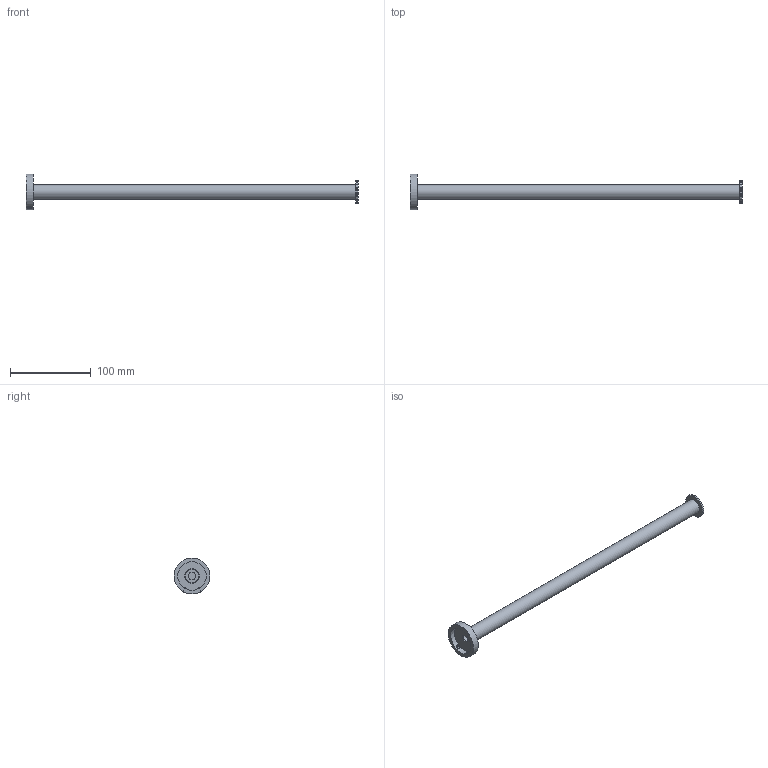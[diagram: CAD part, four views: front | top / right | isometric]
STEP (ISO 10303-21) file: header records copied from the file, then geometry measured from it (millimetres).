
FILE_DESCRIPTION(/* description */ ('Unknown'),/* implementation_level */ '2;1');
FILE_NAME(/* name */ 'ARA08-00',/* time_stamp */ '2024-08-30T12:32:13+02:00',/* author */ ('Unknown'),/* organization */ ('Unknown'),/* preprocessor_version */ 'ST-DEVELOPER v18.102',/* originating_system */ 'Solid Edge',/* authorisation */ 'Unknown');
FILE_SCHEMA (('AUTOMOTIVE_DESIGN {1 0 10303 214 3 1 1}'));
Length unit declared in the file: millimetre
Products named in the file (7): ARA08-00; ARA08-002_oa_0; CBA01-07; ARA08-001; ARA08-01; ARA08-02; ARA08-03
Assembly tree (7 placements, depth 3):
  ARA08-00
    ARA08-002_oa_0
      CBA01-07  x2
    ARA08-001
      ARA08-01
      ARA08-02
      ARA08-03
Bounding box: 411.5 x 44.5 x 44.5 mm (x, y, z)
Volume: 28893.2 mm3; surface area: 50011.3 mm2
Topology: 5 solids, 5 shells, 48 faces, 102 edges, 65 vertices
Faces by surface type: plane 25, cylinder 10, cone 7, torus 4, bspline 2
Full cylindrical faces by diameter (mm): 4.134 x2, 5 x2, 16 x1, 18 x1, 29.5 x1, 44.5 x1
Entity records: 1387 total; most frequent: CARTESIAN_POINT 357, DIRECTION 148, ORIENTED_EDGE 108, AXIS2_PLACEMENT_3D 64, FACE_BOUND 63, EDGE_LOOP 62, EDGE_CURVE 54, VERTEX_POINT 45
